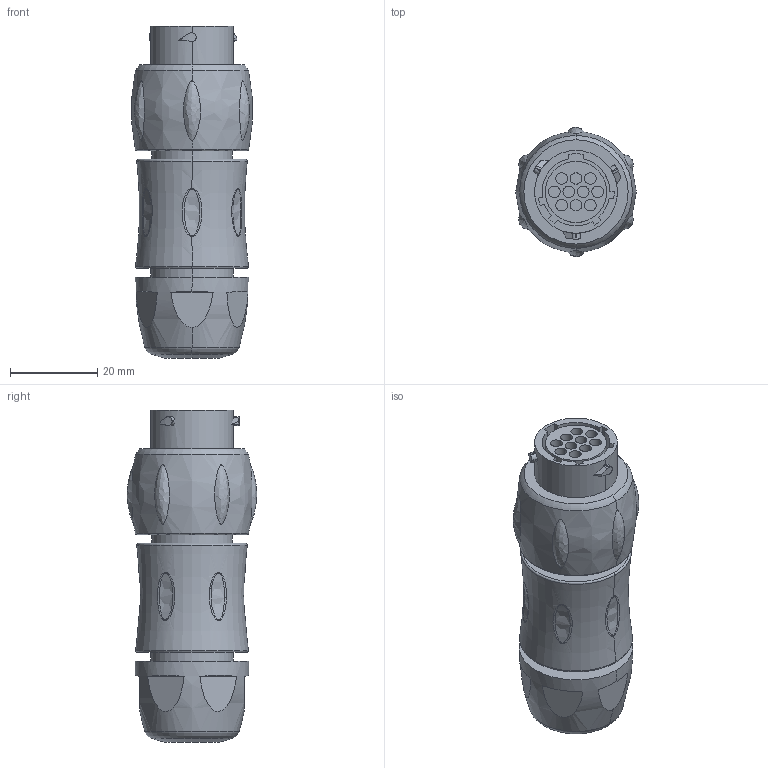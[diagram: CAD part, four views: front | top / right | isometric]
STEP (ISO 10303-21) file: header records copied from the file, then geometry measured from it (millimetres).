
FILE_DESCRIPTION((''),'2;1');
FILE_NAME('UTS1JC1210S-CATALOGUE_SW_ASM','2010-09-17T',('amartin'),(''),'PRO/ENGINEER BY PARAMETRIC TECHNOLOGY CORPORATION, 2007390','PRO/ENGINEER BY PARAMETRIC TECHNOLOGY CORPORATION, 2007390','');
FILE_SCHEMA(('CONFIG_CONTROL_DESIGN'));
Length unit declared in the file: inch
Products named in the file (1): UTS1JC1210S-CATALOGUE_SW_ASM
Bounding box: 27.57 x 29.66 x 76.03 mm (x, y, z)
Volume: 34392.1 mm3; surface area: 8695.9 mm2
Topology: 1 solids, 1 shells, 156 faces, 354 edges, 231 vertices
Faces by surface type: plane 59, cylinder 55, bspline 28, torus 12, sphere 2
Entity records: 7796 total; most frequent: CARTESIAN_POINT 4390, ORIENTED_EDGE 708, DIRECTION 662, EDGE_CURVE 354, AXIS2_PLACEMENT_3D 273, VERTEX_POINT 231, EDGE_LOOP 187, FACE_OUTER_BOUND 156
